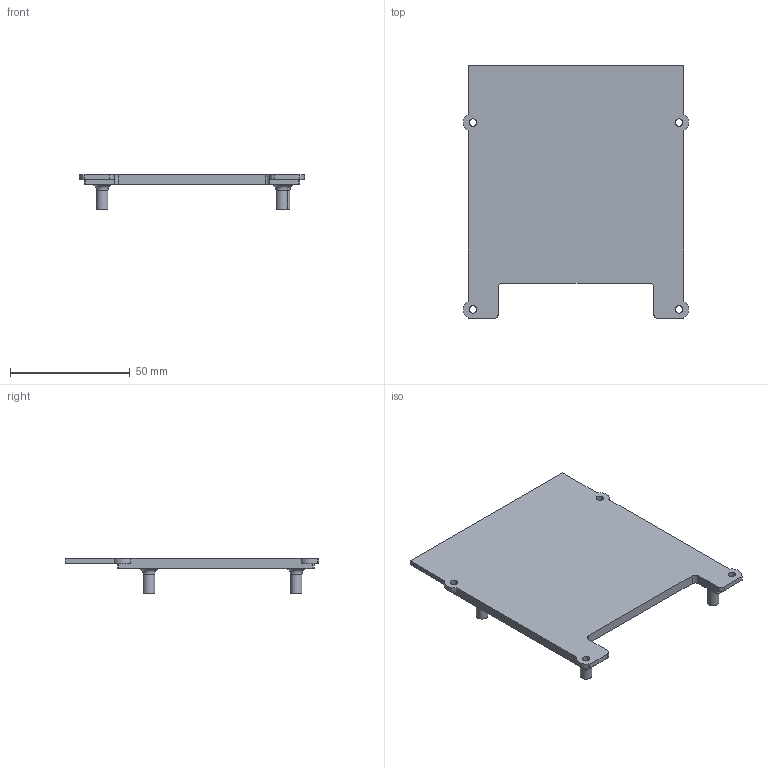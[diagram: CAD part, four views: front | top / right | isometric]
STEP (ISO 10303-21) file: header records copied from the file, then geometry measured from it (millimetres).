
FILE_DESCRIPTION(/* description */ (''),/* implementation_level */ '2;1');
FILE_NAME(/* name */ 'panel-cover.step',/* time_stamp */ '2025-10-01T00:44:33-04:00',/* author */ (''),/* organization */ (''),/* preprocessor_version */ 'ST-DEVELOPER v20.1',/* originating_system */ 'Autodesk Translation Framework v14.10.0.0',/* authorisation */ '');
FILE_SCHEMA (('AUTOMOTIVE_DESIGN { 1 0 10303 214 3 1 1 }'));
Length unit declared in the file: millimetre
Products named in the file (1): 2025-09-02-03-35-48-287
Bounding box: 94 x 106 x 14.37 mm (x, y, z)
Volume: 30888.2 mm3; surface area: 19641.7 mm2
Topology: 1 solids, 1 shells, 56 faces, 132 edges, 86 vertices
Faces by surface type: plane 28, cylinder 24, torus 4
Full cylindrical faces by diameter (mm): 2.7 x4, 3.1 x4, 4.8 x4
Entity records: 1680 total; most frequent: DIRECTION 302, CARTESIAN_POINT 275, ORIENTED_EDGE 264, EDGE_CURVE 132, AXIS2_PLACEMENT_3D 113, VERTEX_POINT 86, LINE 76, VECTOR 76
